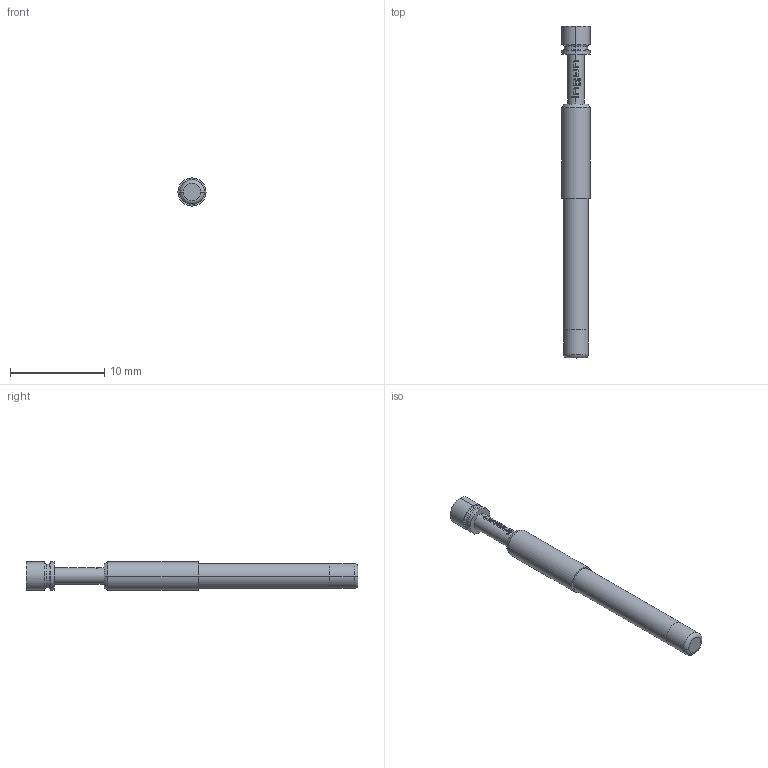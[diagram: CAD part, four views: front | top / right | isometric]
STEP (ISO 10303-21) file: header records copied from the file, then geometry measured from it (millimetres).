
FILE_DESCRIPTION (( 'STEP AP203' ), '1' );
FILE_NAME ('INGUN_HSS-120_303_300_A_xx10.STEP', '2022-02-04T08:56:08', ( 'ochi' ), ( '' ), 'SwSTEP 2.0', 'SolidWorks 2018', '' );
FILE_SCHEMA (( 'CONFIG_CONTROL_DESIGN' ));
Length unit declared in the file: millimetre
Products named in the file (1): INGUN_HSS-120_303_300_A_xx10
Bounding box: 3 x 35.3 x 3 mm (x, y, z)
Volume: 193.5 mm3; surface area: 319.5 mm2
Topology: 1 solids, 1 shells, 112 faces, 302 edges, 197 vertices
Faces by surface type: plane 47, cylinder 33, bspline 22, torus 6, cone 4
Entity records: 3889 total; most frequent: CARTESIAN_POINT 1130, ORIENTED_EDGE 600, DIRECTION 514, EDGE_CURVE 300, AXIS2_PLACEMENT_3D 209, VERTEX_POINT 197, EDGE_LOOP 119, CIRCLE 118
